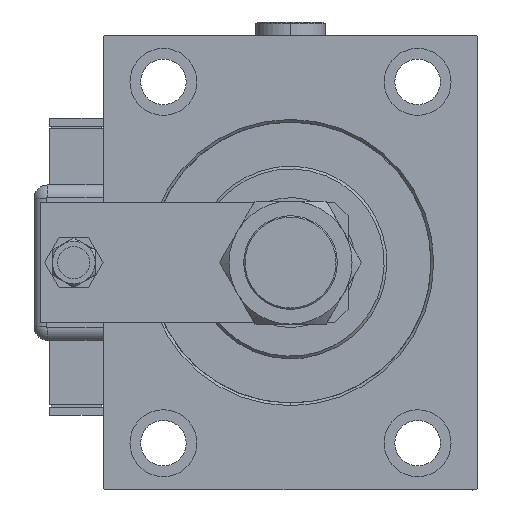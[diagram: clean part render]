
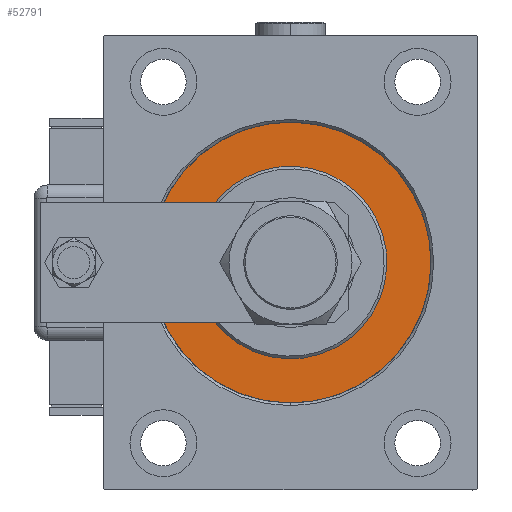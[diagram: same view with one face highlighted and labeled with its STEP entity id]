
A CAD part, left-side view. The second image highlights one B-rep face of the part: STEP entity #52791.
In plain terms, the highlighted face is planar.
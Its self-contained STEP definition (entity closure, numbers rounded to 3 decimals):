
#1604 = VERTEX_POINT ( 'NONE', #28873 ) ;
#2039 = CARTESIAN_POINT ( 'NONE',  ( 0., 0., -52.5 ) ) ;
#2257 = AXIS2_PLACEMENT_3D ( 'NONE', #43377, #51986, #27817 ) ;
#2720 = VERTEX_POINT ( 'NONE', #2039 ) ;
#3273 = CIRCLE ( 'NONE', #2257, 36. ) ;
#4789 = AXIS2_PLACEMENT_3D ( 'NONE', #17190, #36909, #7980 ) ;
#4960 = EDGE_CURVE ( 'NONE', #1604, #53423, #9659, .T. ) ;
#7980 = DIRECTION ( 'NONE',  ( 0., 0., 1. ) ) ;
#9351 = DIRECTION ( 'NONE',  ( 0., 0., -1. ) ) ;
#9456 = CARTESIAN_POINT ( 'NONE',  ( 0., 0., 0. ) ) ;
#9659 = CIRCLE ( 'NONE', #59404, 36. ) ;
#17190 = CARTESIAN_POINT ( 'NONE',  ( 0., 0., 0. ) ) ;
#18808 = FACE_BOUND ( 'NONE', #41900, .T. ) ;
#19331 = EDGE_CURVE ( 'NONE', #53423, #1604, #3273, .T. ) ;
#20578 = CARTESIAN_POINT ( 'NONE',  ( 0., 0., 52.5 ) ) ;
#22949 = AXIS2_PLACEMENT_3D ( 'NONE', #56980, #61418, #62047 ) ;
#26419 = EDGE_CURVE ( 'NONE', #53664, #2720, #50280, .T. ) ;
#27817 = DIRECTION ( 'NONE',  ( 0., 0., -1. ) ) ;
#28873 = CARTESIAN_POINT ( 'NONE',  ( 0., 0., 36. ) ) ;
#30549 = ORIENTED_EDGE ( 'NONE', *, *, #4960, .F. ) ;
#33982 = CARTESIAN_POINT ( 'NONE',  ( 0., 0., -36. ) ) ;
#34239 = CIRCLE ( 'NONE', #4789, 52.5 ) ;
#35072 = EDGE_LOOP ( 'NONE', ( #56415, #43977 ) ) ;
#36909 = DIRECTION ( 'NONE',  ( -1., 0., 0. ) ) ;
#37585 = PLANE ( 'NONE',  #22949 ) ;
#38086 = DIRECTION ( 'NONE',  ( -1., 0., 0. ) ) ;
#41900 = EDGE_LOOP ( 'NONE', ( #30549, #50003 ) ) ;
#42352 = FACE_OUTER_BOUND ( 'NONE', #35072, .T. ) ;
#43377 = CARTESIAN_POINT ( 'NONE',  ( 0., 0., 0. ) ) ;
#43977 = ORIENTED_EDGE ( 'NONE', *, *, #26419, .F. ) ;
#48469 = DIRECTION ( 'NONE',  ( 1., 0., 0. ) ) ;
#50003 = ORIENTED_EDGE ( 'NONE', *, *, #19331, .F. ) ;
#50280 = CIRCLE ( 'NONE', #53334, 52.5 ) ;
#51986 = DIRECTION ( 'NONE',  ( 1., 0., 0. ) ) ;
#52791 = ADVANCED_FACE ( 'NONE', ( #18808, #42352 ), #37585, .F. ) ;
#53334 = AXIS2_PLACEMENT_3D ( 'NONE', #9456, #38086, #62236 ) ;
#53423 = VERTEX_POINT ( 'NONE', #33982 ) ;
#53549 = CARTESIAN_POINT ( 'NONE',  ( 0., 0., 0. ) ) ;
#53664 = VERTEX_POINT ( 'NONE', #20578 ) ;
#56415 = ORIENTED_EDGE ( 'NONE', *, *, #58996, .F. ) ;
#56980 = CARTESIAN_POINT ( 'NONE',  ( 0., 0., 0. ) ) ;
#58996 = EDGE_CURVE ( 'NONE', #2720, #53664, #34239, .T. ) ;
#59404 = AXIS2_PLACEMENT_3D ( 'NONE', #53549, #48469, #9351 ) ;
#61418 = DIRECTION ( 'NONE',  ( -1., 0., 0. ) ) ;
#62047 = DIRECTION ( 'NONE',  ( 0., 0., 1. ) ) ;
#62236 = DIRECTION ( 'NONE',  ( 0., 0., 1. ) ) ;
